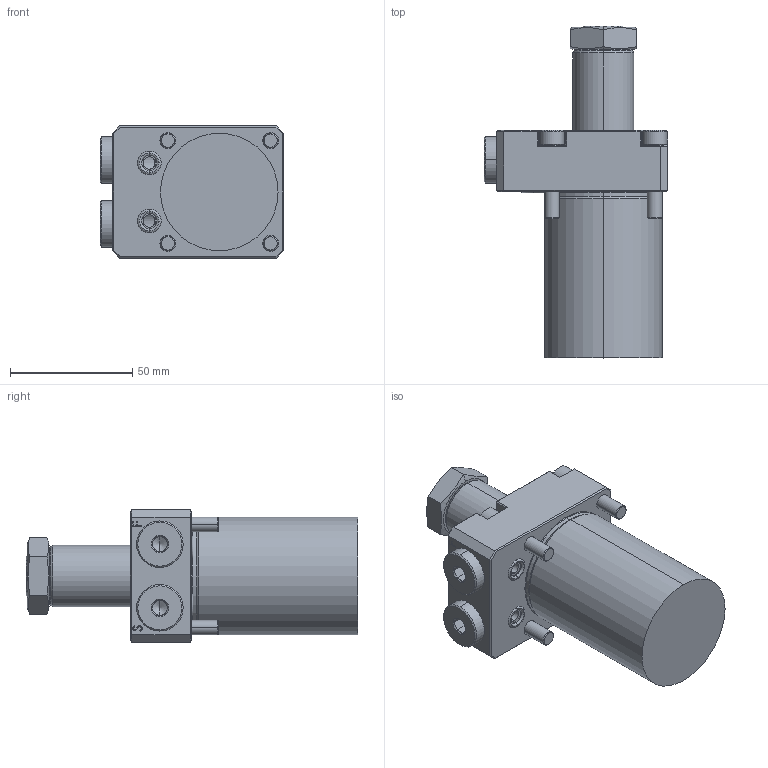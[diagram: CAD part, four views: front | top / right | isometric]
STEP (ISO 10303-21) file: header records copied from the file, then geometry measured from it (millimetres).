
FILE_DESCRIPTION (( 'STEP AP214' ), '1' );
FILE_NAME ('MVI-FS322523-90D.step', '2023-11-02T19:12:53', ( '' ), ( '' ), 'SwSTEP 2.0', 'SolidWorks 2020', '' );
FILE_SCHEMA (( 'AUTOMOTIVE_DESIGN' ));
Length unit declared in the file: millimetre
Products named in the file (1): MVI-FS322523-90D
Bounding box: 75 x 135.55 x 54 mm (x, y, z)
Volume: 220814.5 mm3; surface area: 43750.9 mm2
Topology: 9 solids, 11 shells, 436 faces, 986 edges, 599 vertices
Faces by surface type: plane 210, cylinder 104, cone 63, torus 32, bspline 27
Entity records: 15289 total; most frequent: CARTESIAN_POINT 4065, DIRECTION 2037, ORIENTED_EDGE 1956, EDGE_CURVE 978, AXIS2_PLACEMENT_3D 739, VERTEX_POINT 599, VECTOR 559, LINE 559
